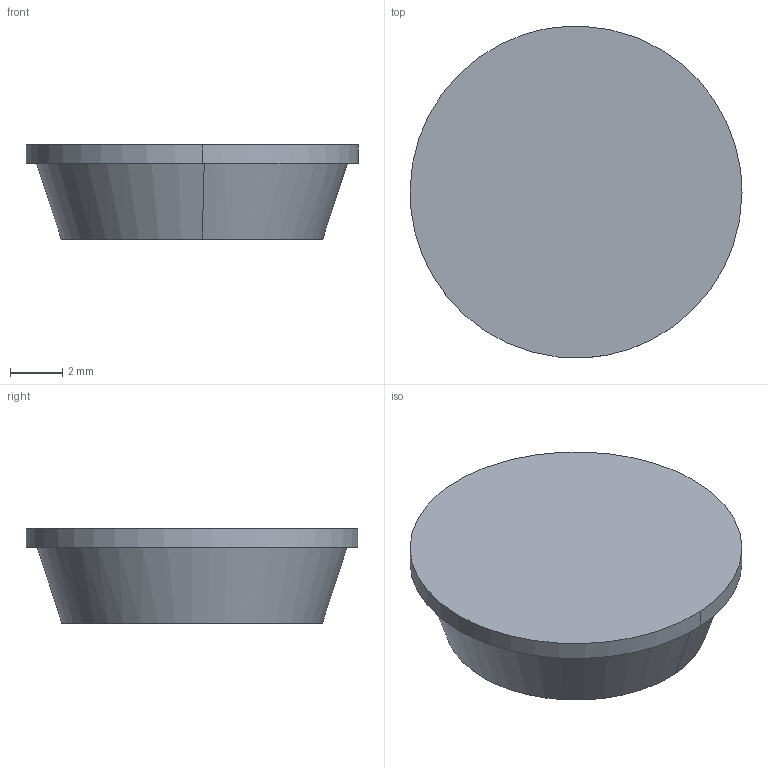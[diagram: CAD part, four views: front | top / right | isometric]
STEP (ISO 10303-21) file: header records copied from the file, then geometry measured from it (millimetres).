
FILE_DESCRIPTION((''),'2;1');
FILE_NAME('','2005-12-14T16:07:33',(''),(''),'','CADfix','');
FILE_SCHEMA(('AUTOMOTIVE_DESIGN'));
Length unit declared in the file: millimetre
Products named in the file (1): rubber foot
Bounding box: 12.7 x 12.68 x 3.6 mm (x, y, z)
Volume: 362.8 mm3; surface area: 353.9 mm2
Topology: 1 solids, 1 shells, 7 faces, 20 edges, 16 vertices
Faces by surface type: bspline 7
Entity records: 273 total; most frequent: CARTESIAN_POINT 145, ORIENTED_EDGE 40, EDGE_CURVE 20, VERTEX_POINT 16, EDGE_LOOP 8, FACE_OUTER_BOUND 7, ADVANCED_FACE 7, QUASI_UNIFORM_CURVE 4
